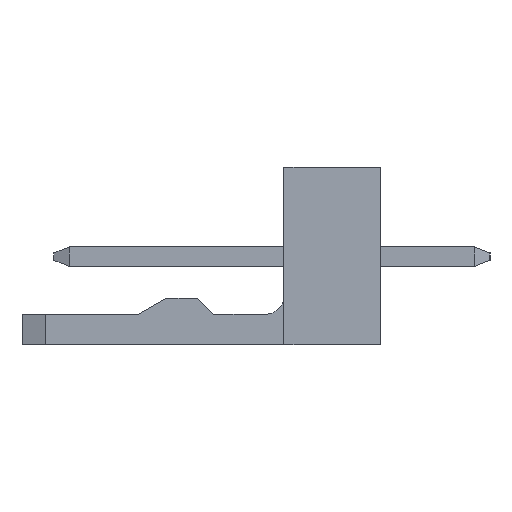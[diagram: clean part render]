
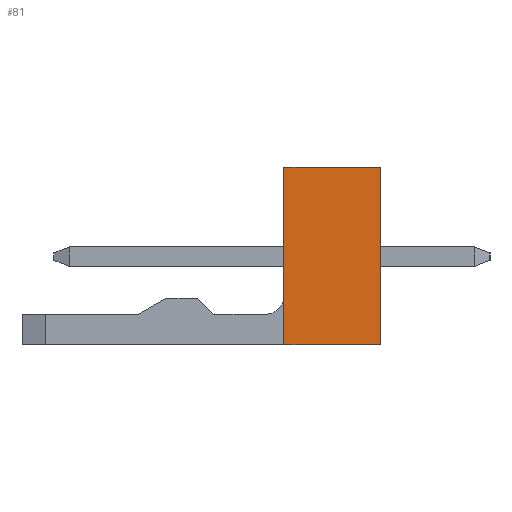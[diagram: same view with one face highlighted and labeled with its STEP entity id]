
A CAD part, left-side view. The second image highlights one B-rep face of the part: STEP entity #81.
In plain terms, the highlighted planar face has unit normal (-1, 0, 0).
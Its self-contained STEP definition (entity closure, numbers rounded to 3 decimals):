
#81=ADVANCED_FACE('',(#592),#593,.F.);
#592=FACE_OUTER_BOUND('',#1638,.T.);
#593=PLANE('',#1639);
#1638=EDGE_LOOP('',(#2684,#2685,#2686,#2687));
#1639=AXIS2_PLACEMENT_3D('',#2688,#2689,#2690);
#2684=ORIENTED_EDGE('',*,*,#6646,.F.);
#2685=ORIENTED_EDGE('',*,*,#6647,.F.);
#2686=ORIENTED_EDGE('',*,*,#6648,.F.);
#2687=ORIENTED_EDGE('',*,*,#6649,.F.);
#2688=CARTESIAN_POINT('',(-17.78,0.0,0.0));
#2689=DIRECTION('',(1.0,0.0,0.0));
#2690=DIRECTION('',(0.0,1.0,0.0));
#6646=EDGE_CURVE('',#7974,#7975,#7976,.T.);
#6647=EDGE_CURVE('',#7977,#7974,#7978,.T.);
#6648=EDGE_CURVE('',#7979,#7977,#7980,.T.);
#6649=EDGE_CURVE('',#7975,#7979,#7981,.T.);
#7974=VERTEX_POINT('',#10010);
#7975=VERTEX_POINT('',#10011);
#7976=LINE('',#10012,#10013);
#7977=VERTEX_POINT('',#10014);
#7978=LINE('',#10015,#10016);
#7979=VERTEX_POINT('',#10017);
#7980=LINE('',#10018,#10019);
#7981=LINE('',#10020,#10021);
#10010=CARTESIAN_POINT('',(-17.78,1.58,-2.9));
#10011=CARTESIAN_POINT('',(-17.78,1.58,2.9));
#10012=CARTESIAN_POINT('',(-17.78,1.58,-2.9));
#10013=VECTOR('',#13286,5.8);
#10014=CARTESIAN_POINT('',(-17.78,-1.58,-2.9));
#10015=CARTESIAN_POINT('',(-17.78,-1.58,-2.9));
#10016=VECTOR('',#13287,3.16);
#10017=CARTESIAN_POINT('',(-17.78,-1.58,2.9));
#10018=CARTESIAN_POINT('',(-17.78,-1.58,2.9));
#10019=VECTOR('',#13288,5.8);
#10020=CARTESIAN_POINT('',(-17.78,1.58,2.9));
#10021=VECTOR('',#13289,3.16);
#13286=DIRECTION('',(0.0,0.0,1.0));
#13287=DIRECTION('',(0.0,1.0,0.0));
#13288=DIRECTION('',(0.0,0.0,-1.0));
#13289=DIRECTION('',(0.0,-1.0,0.0));
